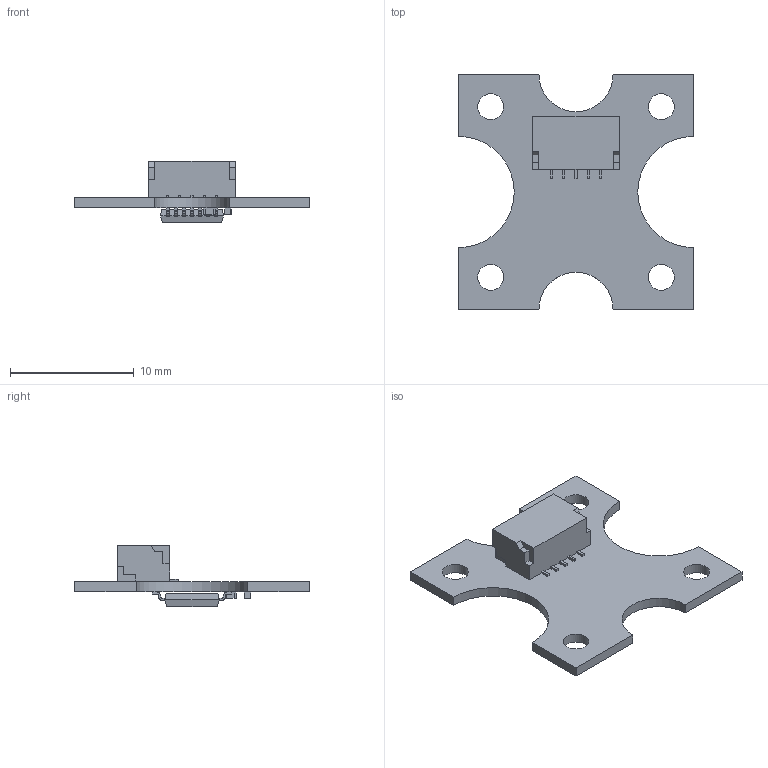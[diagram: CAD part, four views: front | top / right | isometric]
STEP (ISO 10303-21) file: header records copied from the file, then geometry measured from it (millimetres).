
FILE_DESCRIPTION(('Open CASCADE Model'),'2;1');
FILE_NAME('Open CASCADE Shape Model','2024-05-24T20:35:43',('Author'),( 'Open CASCADE'),'Open CASCADE STEP processor 7.5','Open CASCADE 7.5' ,'Unknown');
FILE_SCHEMA(('AUTOMOTIVE_DESIGN { 1 0 10303 214 1 1 1 1 }'));
Length unit declared in the file: millimetre
Products named in the file (7): Open CASCADE STEP translator 7.5 22; Open CASCADE STEP translator 7.5 23; Open CASCADE STEP translator 7.5 24; Open CASCADE STEP translator 7.5 25; Open CASCADE STEP translator 7.5 26; Open CASCADE STEP translator 7.5 27; Open CASCADE STEP translator 7.5 28
Bounding box: 19 x 19 x 4.96 mm (x, y, z)
Volume: 284.3 mm3; surface area: 878.1 mm2
Topology: 7 solids, 7 shells, 424 faces, 1121 edges, 686 vertices
Faces by surface type: plane 279, cylinder 112, sphere 32, cone 1
Full cylindrical faces by diameter (mm): 2.1 x4
Entity records: 14938 total; most frequent: CARTESIAN_POINT 2201, ORIENTED_EDGE 2178, DIRECTION 2164, EDGE_CURVE 1089, LINE 862, VECTOR 862, VERTEX_POINT 686, AXIS2_PLACEMENT_3D 651
